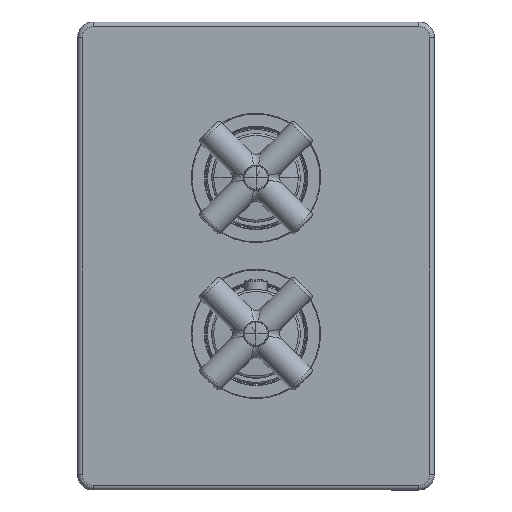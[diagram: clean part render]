
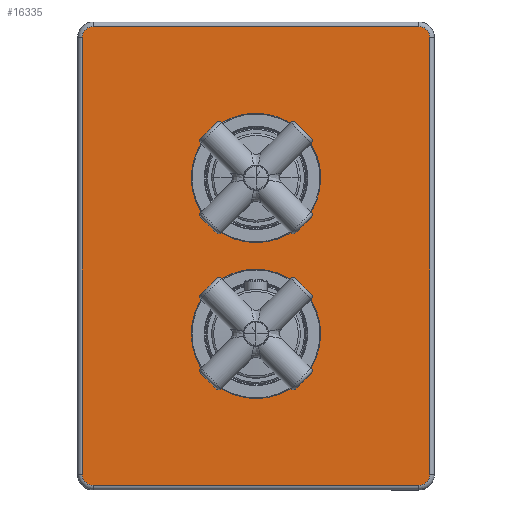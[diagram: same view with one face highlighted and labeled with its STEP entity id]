
A CAD part, top view. The second image highlights one B-rep face of the part: STEP entity #16335.
In plain terms, the highlighted planar face has unit normal (0, 0, 1).
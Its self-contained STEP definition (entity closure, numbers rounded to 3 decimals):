
#15909=CARTESIAN_POINT('Vertex',(-78.,133.,60.5)) ;
#15916=CARTESIAN_POINT('Vertex',(-78.,-63.,60.5)) ;
#15919=CARTESIAN_POINT('Line Origine',(-78.,133.015,60.5)) ;
#15940=CARTESIAN_POINT('Vertex',(-73.,138.,60.5)) ;
#15943=CARTESIAN_POINT('Axis2P3D Location',(-73.,133.,60.5)) ;
#15964=CARTESIAN_POINT('Vertex',(73.,138.,60.5)) ;
#15967=CARTESIAN_POINT('Line Origine',(73.015,138.,60.5)) ;
#15988=CARTESIAN_POINT('Vertex',(78.,133.,60.5)) ;
#15991=CARTESIAN_POINT('Axis2P3D Location',(73.,133.,60.5)) ;
#16012=CARTESIAN_POINT('Vertex',(78.,-63.,60.5)) ;
#16015=CARTESIAN_POINT('Line Origine',(78.,-63.015,60.5)) ;
#16036=CARTESIAN_POINT('Vertex',(73.,-68.,60.5)) ;
#16039=CARTESIAN_POINT('Axis2P3D Location',(73.,-63.,60.5)) ;
#16060=CARTESIAN_POINT('Vertex',(-73.,-68.,60.5)) ;
#16063=CARTESIAN_POINT('Line Origine',(-73.015,-68.,60.5)) ;
#16080=CARTESIAN_POINT('Axis2P3D Location',(-73.,-63.,60.5)) ;
#16284=CARTESIAN_POINT('Axis2P3D Location',(0.,35.,60.5)) ;
#16299=CARTESIAN_POINT('Axis2P3D Location',(0.,0.,60.5)) ;
#16303=CARTESIAN_POINT('Vertex',(27.,0.,60.5)) ;
#16305=CARTESIAN_POINT('Vertex',(-27.,0.,60.5)) ;
#16308=CARTESIAN_POINT('Axis2P3D Location',(0.,0.,60.5)) ;
#16317=CARTESIAN_POINT('Axis2P3D Location',(0.,70.,60.5)) ;
#16321=CARTESIAN_POINT('Vertex',(27.,70.,60.5)) ;
#16323=CARTESIAN_POINT('Vertex',(-27.,70.,60.5)) ;
#16326=CARTESIAN_POINT('Axis2P3D Location',(0.,70.,60.5)) ;
#15921=VECTOR('Line Direction',#15920,1.) ;
#15969=VECTOR('Line Direction',#15968,1.) ;
#16017=VECTOR('Line Direction',#16016,1.) ;
#16065=VECTOR('Line Direction',#16064,1.) ;
#15920=DIRECTION('Vector Direction',(0.,-1.,0.)) ;
#15944=DIRECTION('Axis2P3D Direction',(0.,0.,-1.)) ;
#15968=DIRECTION('Vector Direction',(-1.,0.,0.)) ;
#15992=DIRECTION('Axis2P3D Direction',(0.,-0.,-1.)) ;
#16016=DIRECTION('Vector Direction',(0.,1.,0.)) ;
#16040=DIRECTION('Axis2P3D Direction',(-0.,0.,-1.)) ;
#16064=DIRECTION('Vector Direction',(1.,0.,0.)) ;
#16081=DIRECTION('Axis2P3D Direction',(0.,0.,-1.)) ;
#16285=DIRECTION('Axis2P3D Direction',(0.,0.,1.)) ;
#16286=DIRECTION('Axis2P3D XDirection',(-1.,0.,0.)) ;
#16300=DIRECTION('Axis2P3D Direction',(0.,0.,1.)) ;
#16309=DIRECTION('Axis2P3D Direction',(0.,0.,1.)) ;
#16318=DIRECTION('Axis2P3D Direction',(0.,0.,1.)) ;
#16327=DIRECTION('Axis2P3D Direction',(0.,0.,1.)) ;
#15945=AXIS2_PLACEMENT_3D('Circle Axis2P3D',#15943,#15944,$) ;
#15993=AXIS2_PLACEMENT_3D('Circle Axis2P3D',#15991,#15992,$) ;
#16041=AXIS2_PLACEMENT_3D('Circle Axis2P3D',#16039,#16040,$) ;
#16082=AXIS2_PLACEMENT_3D('Circle Axis2P3D',#16080,#16081,$) ;
#16287=AXIS2_PLACEMENT_3D('Plane Axis2P3D',#16284,#16285,#16286) ;
#16301=AXIS2_PLACEMENT_3D('Circle Axis2P3D',#16299,#16300,$) ;
#16310=AXIS2_PLACEMENT_3D('Circle Axis2P3D',#16308,#16309,$) ;
#16319=AXIS2_PLACEMENT_3D('Circle Axis2P3D',#16317,#16318,$) ;
#16328=AXIS2_PLACEMENT_3D('Circle Axis2P3D',#16326,#16327,$) ;
#15922=LINE('Line',#15919,#15921) ;
#15970=LINE('Line',#15967,#15969) ;
#16018=LINE('Line',#16015,#16017) ;
#16066=LINE('Line',#16063,#16065) ;
#15946=CIRCLE('generated circle',#15945,5.) ;
#15994=CIRCLE('generated circle',#15993,5.) ;
#16042=CIRCLE('generated circle',#16041,5.) ;
#16083=CIRCLE('generated circle',#16082,5.) ;
#16302=CIRCLE('generated circle',#16301,27.) ;
#16311=CIRCLE('generated circle',#16310,27.) ;
#16320=CIRCLE('generated circle',#16319,27.) ;
#16329=CIRCLE('generated circle',#16328,27.) ;
#16288=PLANE('',#16287) ;
#16316=FACE_BOUND('',#16313,.T.) ;
#16334=FACE_BOUND('',#16331,.T.) ;
#15923=EDGE_CURVE('',#15910,#15917,#15922,.T.) ;
#15947=EDGE_CURVE('',#15941,#15910,#15946,.F.) ;
#15971=EDGE_CURVE('',#15965,#15941,#15970,.T.) ;
#15995=EDGE_CURVE('',#15989,#15965,#15994,.F.) ;
#16019=EDGE_CURVE('',#16013,#15989,#16018,.T.) ;
#16043=EDGE_CURVE('',#16037,#16013,#16042,.F.) ;
#16067=EDGE_CURVE('',#16061,#16037,#16066,.T.) ;
#16084=EDGE_CURVE('',#15917,#16061,#16083,.F.) ;
#16307=EDGE_CURVE('',#16304,#16306,#16302,.T.) ;
#16312=EDGE_CURVE('',#16306,#16304,#16311,.T.) ;
#16325=EDGE_CURVE('',#16322,#16324,#16320,.T.) ;
#16330=EDGE_CURVE('',#16324,#16322,#16329,.T.) ;
#16290=ORIENTED_EDGE('',*,*,#16067,.T.) ;
#16291=ORIENTED_EDGE('',*,*,#16043,.T.) ;
#16292=ORIENTED_EDGE('',*,*,#16019,.T.) ;
#16293=ORIENTED_EDGE('',*,*,#15995,.T.) ;
#16294=ORIENTED_EDGE('',*,*,#15971,.T.) ;
#16295=ORIENTED_EDGE('',*,*,#15947,.T.) ;
#16296=ORIENTED_EDGE('',*,*,#15923,.T.) ;
#16297=ORIENTED_EDGE('',*,*,#16084,.T.) ;
#16314=ORIENTED_EDGE('',*,*,#16307,.F.) ;
#16315=ORIENTED_EDGE('',*,*,#16312,.F.) ;
#16332=ORIENTED_EDGE('',*,*,#16325,.F.) ;
#16333=ORIENTED_EDGE('',*,*,#16330,.F.) ;
#16289=EDGE_LOOP('',(#16290,#16291,#16292,#16293,#16294,#16295,#16296,#16297)) ;
#16313=EDGE_LOOP('',(#16314,#16315)) ;
#16331=EDGE_LOOP('',(#16332,#16333)) ;
#15910=VERTEX_POINT('',#15909) ;
#15917=VERTEX_POINT('',#15916) ;
#15941=VERTEX_POINT('',#15940) ;
#15965=VERTEX_POINT('',#15964) ;
#15989=VERTEX_POINT('',#15988) ;
#16013=VERTEX_POINT('',#16012) ;
#16037=VERTEX_POINT('',#16036) ;
#16061=VERTEX_POINT('',#16060) ;
#16304=VERTEX_POINT('',#16303) ;
#16306=VERTEX_POINT('',#16305) ;
#16322=VERTEX_POINT('',#16321) ;
#16324=VERTEX_POINT('',#16323) ;
#16335=ADVANCED_FACE('55\\MANIFOLD_SOLID_BREP #14045',(#16298,#16316,#16334),#16288,.T.) ;
#16298=FACE_OUTER_BOUND('',#16289,.T.) ;
